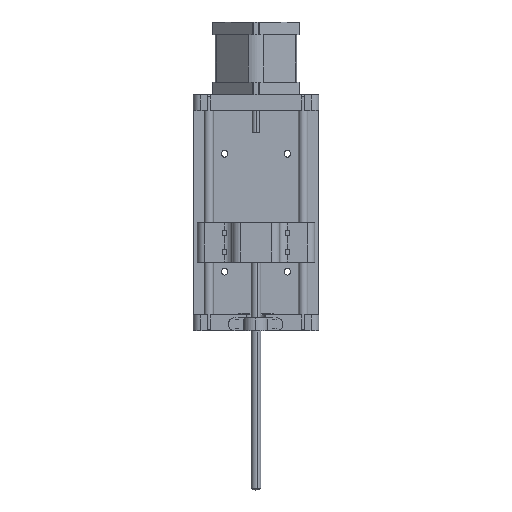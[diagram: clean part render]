
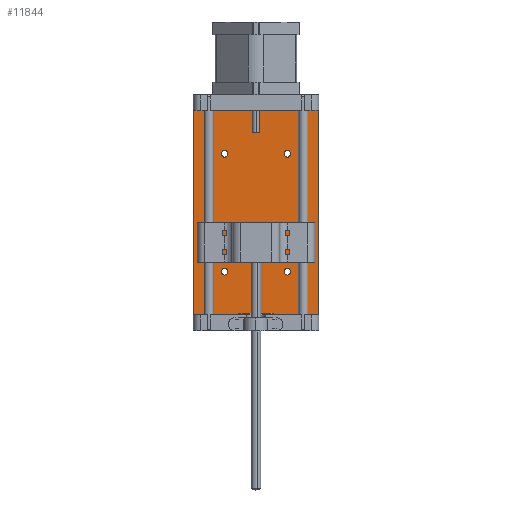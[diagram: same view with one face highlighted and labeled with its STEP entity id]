
A CAD part, top view. The second image highlights one B-rep face of the part: STEP entity #11844.
In plain terms, the highlighted planar face has unit normal (0, 0, 1).
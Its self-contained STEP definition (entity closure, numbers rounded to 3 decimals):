
#108 = DIRECTION ( 'NONE',  ( 0., 0., 1. ) ) ;
#306 = CIRCLE ( 'NONE', #7164, 2.1 ) ;
#382 = VERTEX_POINT ( 'NONE', #9327 ) ;
#385 = DIRECTION ( 'NONE',  ( -1., 0., 0. ) ) ;
#492 = ORIENTED_EDGE ( 'NONE', *, *, #33642, .T. ) ;
#556 = DIRECTION ( 'NONE',  ( 0., 0., 1. ) ) ;
#1029 = CARTESIAN_POINT ( 'NONE',  ( -40., 75., 10. ) ) ;
#1413 = ORIENTED_EDGE ( 'NONE', *, *, #30912, .F. ) ;
#1617 = FACE_BOUND ( 'NONE', #13047, .T. ) ;
#1709 = VERTEX_POINT ( 'NONE', #14682 ) ;
#2742 = DIRECTION ( 'NONE',  ( 0., 0., 1. ) ) ;
#2787 = ORIENTED_EDGE ( 'NONE', *, *, #26406, .F. ) ;
#3144 = DIRECTION ( 'NONE',  ( 1., 0., 0. ) ) ;
#3463 = VERTEX_POINT ( 'NONE', #30982 ) ;
#3570 = VERTEX_POINT ( 'NONE', #34671 ) ;
#3700 = DIRECTION ( 'NONE',  ( 0., 1., 0. ) ) ;
#3970 = VERTEX_POINT ( 'NONE', #7379 ) ;
#3986 = ORIENTED_EDGE ( 'NONE', *, *, #37520, .F. ) ;
#4027 = VECTOR ( 'NONE', #385, 1000. ) ;
#4399 = VERTEX_POINT ( 'NONE', #24795 ) ;
#5954 = DIRECTION ( 'NONE',  ( 1., 0., 0. ) ) ;
#6372 = FACE_BOUND ( 'NONE', #35006, .T. ) ;
#7164 = AXIS2_PLACEMENT_3D ( 'NONE', #31779, #34581, #7198 ) ;
#7198 = DIRECTION ( 'NONE',  ( 1., 0., 0. ) ) ;
#7379 = CARTESIAN_POINT ( 'NONE',  ( 17.9, -37.5, 10. ) ) ;
#7677 = LINE ( 'NONE', #1029, #10080 ) ;
#9327 = CARTESIAN_POINT ( 'NONE',  ( -22.1, 37.5, 10. ) ) ;
#9567 = CARTESIAN_POINT ( 'NONE',  ( 0., -65., 10. ) ) ;
#9748 = DIRECTION ( 'NONE',  ( 1., 0., 0. ) ) ;
#9878 = CARTESIAN_POINT ( 'NONE',  ( 20., 37.5, 10. ) ) ;
#10067 = VERTEX_POINT ( 'NONE', #20589 ) ;
#10080 = VECTOR ( 'NONE', #37294, 1000. ) ;
#10685 = AXIS2_PLACEMENT_3D ( 'NONE', #14654, #35590, #14113 ) ;
#11347 = EDGE_CURVE ( 'NONE', #10067, #4399, #25898, .T. ) ;
#11555 = DIRECTION ( 'NONE',  ( 1., 0., 0. ) ) ;
#11844 = ADVANCED_FACE ( 'NONE', ( #1617, #6372, #17826, #24946, #33012 ), #32905, .T. ) ;
#12141 = ORIENTED_EDGE ( 'NONE', *, *, #26989, .F. ) ;
#12556 = DIRECTION ( 'NONE',  ( 1., 0., 0. ) ) ;
#13047 = EDGE_LOOP ( 'NONE', ( #32097, #29633 ) ) ;
#13144 = AXIS2_PLACEMENT_3D ( 'NONE', #14386, #35588, #11555 ) ;
#13306 = AXIS2_PLACEMENT_3D ( 'NONE', #26414, #108, #21149 ) ;
#13528 = EDGE_CURVE ( 'NONE', #3970, #3570, #27213, .T. ) ;
#14113 = DIRECTION ( 'NONE',  ( 1., 0., 0. ) ) ;
#14386 = CARTESIAN_POINT ( 'NONE',  ( 20., -37.5, 10. ) ) ;
#14413 = ORIENTED_EDGE ( 'NONE', *, *, #18879, .F. ) ;
#14654 = CARTESIAN_POINT ( 'NONE',  ( 20., -37.5, 10. ) ) ;
#14682 = CARTESIAN_POINT ( 'NONE',  ( -40., 65., 10. ) ) ;
#15024 = ORIENTED_EDGE ( 'NONE', *, *, #18019, .T. ) ;
#15680 = EDGE_LOOP ( 'NONE', ( #17354, #15024, #22339, #492 ) ) ;
#16376 = EDGE_CURVE ( 'NONE', #34428, #24753, #306, .T. ) ;
#17354 = ORIENTED_EDGE ( 'NONE', *, *, #27160, .F. ) ;
#17826 = FACE_BOUND ( 'NONE', #36330, .T. ) ;
#17947 = VERTEX_POINT ( 'NONE', #36906 ) ;
#18019 = EDGE_CURVE ( 'NONE', #1709, #4399, #7677, .T. ) ;
#18275 = CIRCLE ( 'NONE', #13306, 2.1 ) ;
#18399 = CARTESIAN_POINT ( 'NONE',  ( -20., 37.5, 10. ) ) ;
#18879 = EDGE_CURVE ( 'NONE', #36538, #17947, #22413, .T. ) ;
#19940 = DIRECTION ( 'NONE',  ( 0., 0., 1. ) ) ;
#20589 = CARTESIAN_POINT ( 'NONE',  ( 40., -65., 10. ) ) ;
#20968 = CARTESIAN_POINT ( 'NONE',  ( 22.1, 37.5, 10. ) ) ;
#21149 = DIRECTION ( 'NONE',  ( 1., 0., 0. ) ) ;
#21274 = CARTESIAN_POINT ( 'NONE',  ( -40., 65., 10. ) ) ;
#21462 = CARTESIAN_POINT ( 'NONE',  ( -22.1, -37.5, 10. ) ) ;
#21830 = AXIS2_PLACEMENT_3D ( 'NONE', #36707, #24396, #33392 ) ;
#22339 = ORIENTED_EDGE ( 'NONE', *, *, #11347, .F. ) ;
#22413 = CIRCLE ( 'NONE', #24624, 2.1 ) ;
#22526 = VERTEX_POINT ( 'NONE', #30351 ) ;
#22867 = ORIENTED_EDGE ( 'NONE', *, *, #13528, .F. ) ;
#23032 = CARTESIAN_POINT ( 'NONE',  ( -17.9, -37.5, 10. ) ) ;
#23782 = AXIS2_PLACEMENT_3D ( 'NONE', #18399, #36305, #12556 ) ;
#23875 = CARTESIAN_POINT ( 'NONE',  ( 0., 0., 10. ) ) ;
#24396 = DIRECTION ( 'NONE',  ( 0., 0., 1. ) ) ;
#24624 = AXIS2_PLACEMENT_3D ( 'NONE', #9878, #556, #9748 ) ;
#24753 = VERTEX_POINT ( 'NONE', #21462 ) ;
#24795 = CARTESIAN_POINT ( 'NONE',  ( -40., -65., 10. ) ) ;
#24946 = FACE_BOUND ( 'NONE', #26812, .T. ) ;
#24982 = CARTESIAN_POINT ( 'NONE',  ( 40., 75., 10. ) ) ;
#24997 = LINE ( 'NONE', #21274, #25464 ) ;
#25464 = VECTOR ( 'NONE', #5954, 1000. ) ;
#25898 = LINE ( 'NONE', #9567, #4027 ) ;
#26406 = EDGE_CURVE ( 'NONE', #382, #22526, #31662, .T. ) ;
#26414 = CARTESIAN_POINT ( 'NONE',  ( -20., -37.5, 10. ) ) ;
#26812 = EDGE_LOOP ( 'NONE', ( #3986, #2787 ) ) ;
#26899 = AXIS2_PLACEMENT_3D ( 'NONE', #23875, #2742, #3144 ) ;
#26989 = EDGE_CURVE ( 'NONE', #3570, #3970, #32594, .T. ) ;
#27160 = EDGE_CURVE ( 'NONE', #1709, #3463, #24997, .T. ) ;
#27213 = CIRCLE ( 'NONE', #10685, 2.1 ) ;
#29081 = DIRECTION ( 'NONE',  ( 1., 0., 0. ) ) ;
#29633 = ORIENTED_EDGE ( 'NONE', *, *, #36177, .F. ) ;
#29724 = LINE ( 'NONE', #24982, #39230 ) ;
#29888 = AXIS2_PLACEMENT_3D ( 'NONE', #31864, #19940, #29081 ) ;
#30351 = CARTESIAN_POINT ( 'NONE',  ( -17.9, 37.5, 10. ) ) ;
#30912 = EDGE_CURVE ( 'NONE', #17947, #36538, #35128, .T. ) ;
#30982 = CARTESIAN_POINT ( 'NONE',  ( 40., 65., 10. ) ) ;
#31413 = CIRCLE ( 'NONE', #29888, 2.1 ) ;
#31662 = CIRCLE ( 'NONE', #23782, 2.1 ) ;
#31779 = CARTESIAN_POINT ( 'NONE',  ( -20., -37.5, 10. ) ) ;
#31864 = CARTESIAN_POINT ( 'NONE',  ( -20., 37.5, 10. ) ) ;
#32097 = ORIENTED_EDGE ( 'NONE', *, *, #16376, .F. ) ;
#32594 = CIRCLE ( 'NONE', #13144, 2.1 ) ;
#32905 = PLANE ( 'NONE',  #26899 ) ;
#33012 = FACE_OUTER_BOUND ( 'NONE', #15680, .T. ) ;
#33392 = DIRECTION ( 'NONE',  ( 1., 0., 0. ) ) ;
#33642 = EDGE_CURVE ( 'NONE', #10067, #3463, #29724, .T. ) ;
#34428 = VERTEX_POINT ( 'NONE', #23032 ) ;
#34581 = DIRECTION ( 'NONE',  ( 0., 0., 1. ) ) ;
#34671 = CARTESIAN_POINT ( 'NONE',  ( 22.1, -37.5, 10. ) ) ;
#35006 = EDGE_LOOP ( 'NONE', ( #12141, #22867 ) ) ;
#35128 = CIRCLE ( 'NONE', #21830, 2.1 ) ;
#35588 = DIRECTION ( 'NONE',  ( 0., 0., 1. ) ) ;
#35590 = DIRECTION ( 'NONE',  ( 0., 0., 1. ) ) ;
#36177 = EDGE_CURVE ( 'NONE', #24753, #34428, #18275, .T. ) ;
#36305 = DIRECTION ( 'NONE',  ( 0., 0., 1. ) ) ;
#36330 = EDGE_LOOP ( 'NONE', ( #14413, #1413 ) ) ;
#36538 = VERTEX_POINT ( 'NONE', #20968 ) ;
#36707 = CARTESIAN_POINT ( 'NONE',  ( 20., 37.5, 10. ) ) ;
#36906 = CARTESIAN_POINT ( 'NONE',  ( 17.9, 37.5, 10. ) ) ;
#37294 = DIRECTION ( 'NONE',  ( 0., -1., 0. ) ) ;
#37520 = EDGE_CURVE ( 'NONE', #22526, #382, #31413, .T. ) ;
#39230 = VECTOR ( 'NONE', #3700, 1000. ) ;
